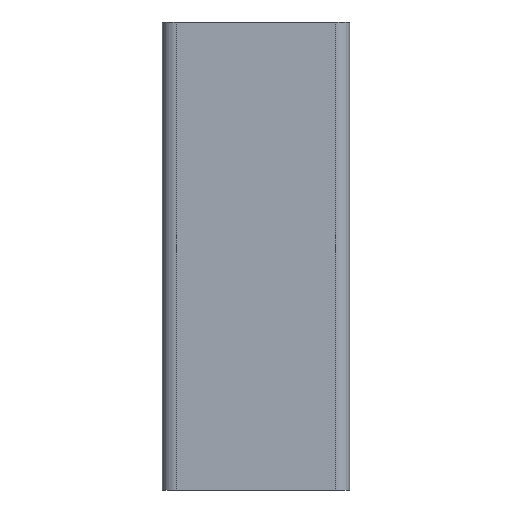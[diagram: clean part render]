
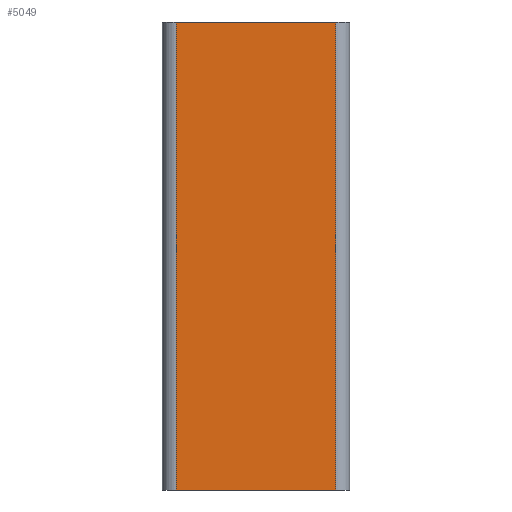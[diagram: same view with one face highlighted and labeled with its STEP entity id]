
A CAD part, front view. The second image highlights one B-rep face of the part: STEP entity #5049.
In plain terms, the highlighted planar face has unit normal (0, -1, 0).
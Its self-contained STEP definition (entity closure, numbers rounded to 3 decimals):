
#1375=CARTESIAN_POINT('',(17.,-20.,0.0));
#1376=VERTEX_POINT('',#1375);
#1384=CARTESIAN_POINT('',(-17.,-20.,0.0));
#1385=VERTEX_POINT('',#1384);
#1386=CARTESIAN_POINT('',(17.,-20.,0.0));
#1387=DIRECTION('',(-1.0,0.0,0.0));
#1388=VECTOR('',#1387,34.0);
#1389=LINE('',#1386,#1388);
#1390=EDGE_CURVE('',#1376,#1385,#1389,.T.);
#5006=CARTESIAN_POINT('',(17.,-20.,100.0));
#5007=VERTEX_POINT('',#5006);
#5015=CARTESIAN_POINT('',(17.,-20.,0.0));
#5016=DIRECTION('',(0.0,0.0,1.0));
#5017=VECTOR('',#5016,100.0);
#5018=LINE('',#5015,#5017);
#5019=EDGE_CURVE('',#1376,#5007,#5018,.T.);
#5026=CARTESIAN_POINT('',(17.,-20.,0.0));
#5027=DIRECTION('',(0.0,-1.0,0.0));
#5028=DIRECTION('',(0.0,0.0,-1.0));
#5029=AXIS2_PLACEMENT_3D('',#5026,#5027,#5028);
#5030=PLANE('',#5029);
#5031=CARTESIAN_POINT('',(-17.,-20.,100.0));
#5032=VERTEX_POINT('',#5031);
#5033=CARTESIAN_POINT('',(17.,-20.,100.0));
#5034=DIRECTION('',(-1.0,0.0,0.0));
#5035=VECTOR('',#5034,34.0);
#5036=LINE('',#5033,#5035);
#5037=EDGE_CURVE('',#5007,#5032,#5036,.T.);
#5038=ORIENTED_EDGE('',*,*,#5037,.T.);
#5039=CARTESIAN_POINT('',(-17.,-20.,0.0));
#5040=DIRECTION('',(0.0,0.0,1.0));
#5041=VECTOR('',#5040,100.0);
#5042=LINE('',#5039,#5041);
#5043=EDGE_CURVE('',#1385,#5032,#5042,.T.);
#5044=ORIENTED_EDGE('',*,*,#5043,.F.);
#5045=ORIENTED_EDGE('',*,*,#1390,.F.);
#5046=ORIENTED_EDGE('',*,*,#5019,.T.);
#5047=EDGE_LOOP('',(#5038,#5044,#5045,#5046));
#5048=FACE_OUTER_BOUND('',#5047,.T.);
#5049=ADVANCED_FACE('',(#5048),#5030,.T.);
